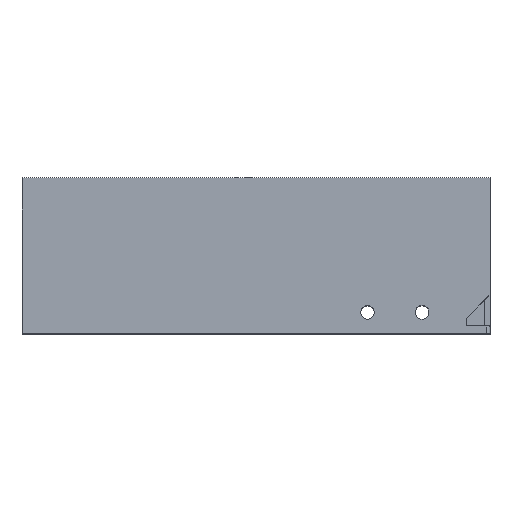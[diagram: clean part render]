
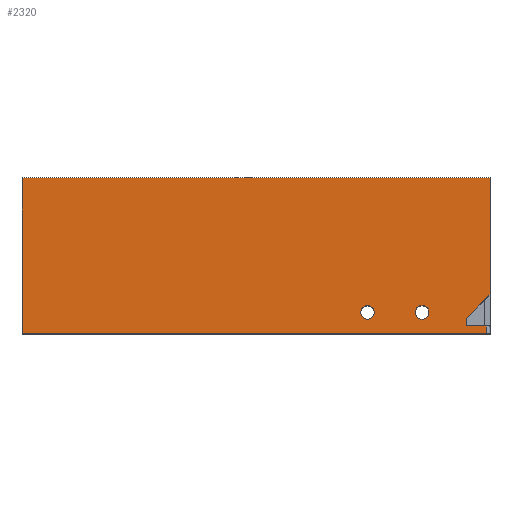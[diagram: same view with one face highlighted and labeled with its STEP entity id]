
A CAD part, top view. The second image highlights one B-rep face of the part: STEP entity #2320.
In plain terms, the highlighted planar face has unit normal (0, 0, 1).
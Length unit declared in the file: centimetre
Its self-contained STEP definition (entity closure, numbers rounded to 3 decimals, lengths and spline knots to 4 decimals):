
#172=CIRCLE('',#2440,0.175);
#181=CIRCLE('',#2450,0.175);
#250=VERTEX_POINT('',#3229);
#259=VERTEX_POINT('',#3248);
#272=VERTEX_POINT('',#3276);
#273=VERTEX_POINT('',#3277);
#274=VERTEX_POINT('',#3279);
#275=VERTEX_POINT('',#3281);
#276=VERTEX_POINT('',#3283);
#277=VERTEX_POINT('',#3285);
#278=VERTEX_POINT('',#3287);
#279=VERTEX_POINT('',#3289);
#493=VECTOR('',#2706,1.);
#494=VECTOR('',#2707,1.);
#495=VECTOR('',#2708,1.);
#496=VECTOR('',#2709,1.);
#497=VECTOR('',#2710,1.);
#498=VECTOR('',#2711,1.);
#499=VECTOR('',#2712,1.);
#500=VECTOR('',#2713,1.);
#755=LINE('',#3275,#493);
#756=LINE('',#3278,#494);
#757=LINE('',#3280,#495);
#758=LINE('',#3282,#496);
#759=LINE('',#3284,#497);
#760=LINE('',#3286,#498);
#761=LINE('',#3288,#499);
#762=LINE('',#3290,#500);
#1010=EDGE_CURVE('',#250,#250,#172,.T.);
#1019=EDGE_CURVE('',#259,#259,#181,.T.);
#1032=EDGE_CURVE('',#272,#273,#755,.T.);
#1033=EDGE_CURVE('',#272,#274,#756,.T.);
#1034=EDGE_CURVE('',#274,#275,#757,.T.);
#1035=EDGE_CURVE('',#275,#276,#758,.T.);
#1036=EDGE_CURVE('',#276,#277,#759,.T.);
#1037=EDGE_CURVE('',#277,#278,#760,.T.);
#1038=EDGE_CURVE('',#279,#278,#761,.T.);
#1039=EDGE_CURVE('',#279,#273,#762,.T.);
#1414=ORIENTED_EDGE('',*,*,#1032,.F.);
#1415=ORIENTED_EDGE('',*,*,#1033,.T.);
#1416=ORIENTED_EDGE('',*,*,#1034,.T.);
#1417=ORIENTED_EDGE('',*,*,#1035,.T.);
#1418=ORIENTED_EDGE('',*,*,#1036,.T.);
#1419=ORIENTED_EDGE('',*,*,#1037,.T.);
#1420=ORIENTED_EDGE('',*,*,#1038,.F.);
#1421=ORIENTED_EDGE('',*,*,#1039,.T.);
#1422=ORIENTED_EDGE('',*,*,#1019,.T.);
#1423=ORIENTED_EDGE('',*,*,#1010,.T.);
#2024=EDGE_LOOP('',(#1414,#1415,#1416,#1417,#1418,#1419,#1420,#1421));
#2025=EDGE_LOOP('',(#1422));
#2026=EDGE_LOOP('',(#1423));
#2180=FACE_BOUND('',#2024,.T.);
#2181=FACE_BOUND('',#2025,.T.);
#2182=FACE_BOUND('',#2026,.T.);
#2320=ADVANCED_FACE('',(#2180,#2181,#2182),#3790,.T.);
#2440=AXIS2_PLACEMENT_3D('',#3228,#2667,#2668);
#2450=AXIS2_PLACEMENT_3D('',#3247,#2687,#2688);
#2455=AXIS2_PLACEMENT_3D('',#3274,#2705,$);
#2667=DIRECTION('',(0.,0.,-1.));
#2668=DIRECTION('',(0.175,0.,0.));
#2687=DIRECTION('',(0.,0.,-1.));
#2688=DIRECTION('',(0.175,0.,0.));
#2705=DIRECTION('',(0.,0.,1.));
#2706=DIRECTION('',(0.,-1.,0.));
#2707=DIRECTION('',(-1.,0.,0.));
#2708=DIRECTION('',(0.,1.,0.));
#2709=DIRECTION('',(0.707,0.707,0.));
#2710=DIRECTION('',(0.,1.,0.));
#2711=DIRECTION('',(-1.,0.,0.));
#2712=DIRECTION('',(0.,1.,0.));
#2713=DIRECTION('',(1.,0.,0.));
#3228=CARTESIAN_POINT('',(4.26,0.55,3.));
#3229=CARTESIAN_POINT('',(4.085,0.55,3.));
#3247=CARTESIAN_POINT('',(2.86,0.55,3.));
#3248=CARTESIAN_POINT('',(2.685,0.55,3.));
#3274=CARTESIAN_POINT('',(0.,0.,3.));
#3275=CARTESIAN_POINT('',(5.9,0.,3.));
#3276=CARTESIAN_POINT('',(5.9,0.2,3.));
#3277=CARTESIAN_POINT('',(5.9,0.,3.));
#3278=CARTESIAN_POINT('',(2.85,0.2,3.));
#3279=CARTESIAN_POINT('',(5.4,0.2,3.));
#3280=CARTESIAN_POINT('',(5.4,0.15,3.));
#3281=CARTESIAN_POINT('',(5.4,0.4,3.));
#3282=CARTESIAN_POINT('',(4.1,-0.9,3.));
#3283=CARTESIAN_POINT('',(6.,1.,3.));
#3284=CARTESIAN_POINT('',(6.,0.,3.));
#3285=CARTESIAN_POINT('',(6.,4.,3.));
#3286=CARTESIAN_POINT('',(-6.,4.,3.));
#3287=CARTESIAN_POINT('',(-6.,4.,3.));
#3288=CARTESIAN_POINT('',(-6.,0.,3.));
#3289=CARTESIAN_POINT('',(-6.,0.,3.));
#3290=CARTESIAN_POINT('',(-6.,0.,3.));
#3790=PLANE('',#2455);
